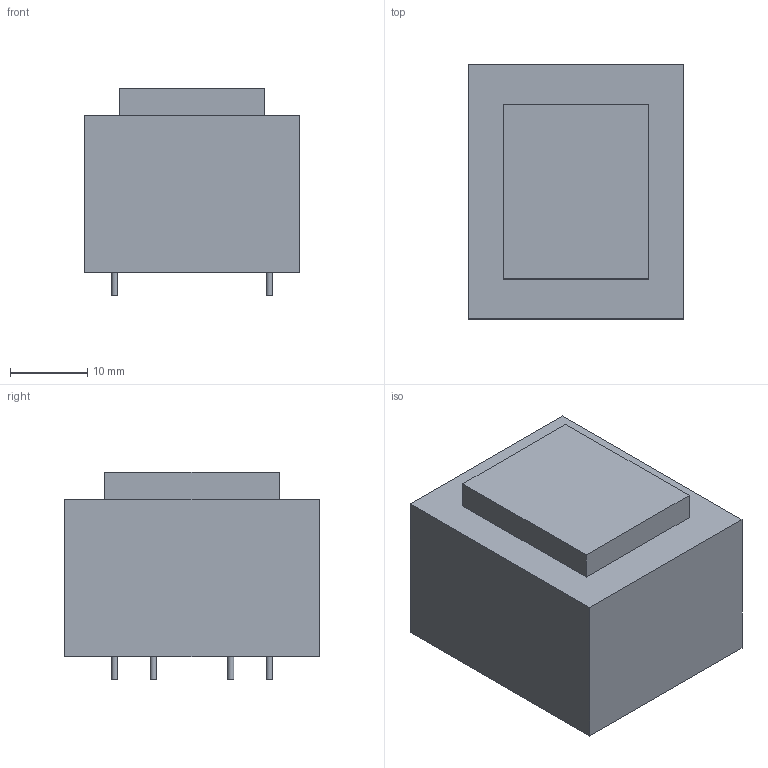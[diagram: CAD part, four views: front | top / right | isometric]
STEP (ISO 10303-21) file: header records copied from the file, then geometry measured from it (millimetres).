
FILE_DESCRIPTION(('FreeCAD Model'),'2;1');
FILE_NAME('Open CASCADE Shape Model','2021-01-16T21:39:22',('Author'),( ''),'Open CASCADE STEP processor 7.5','FreeCAD','Unknown');
FILE_SCHEMA(('AUTOMOTIVE_DESIGN { 1 0 10303 214 1 1 1 1 }'));
Length unit declared in the file: metre
Products named in the file (6): BV-EI-303-XXXX; TransformerCase; Cylinder; Cylinder001; Cylinder002; Cylinder003
Assembly tree (5 placements, depth 2):
  BV-EI-303-XXXX
    TransformerCase
    Cylinder
    Cylinder001
    Cylinder002
    Cylinder003
Bounding box: 27.8 x 32.8 x 26.8 mm (x, y, z)
Volume: 19996.9 mm3; surface area: 4607.3 mm2
Topology: 5 solids, 5 shells, 23 faces, 36 edges, 24 vertices
Faces by surface type: plane 19, cylinder 4
Full cylindrical faces by diameter (mm): 0.8 x4
Entity records: 1131 total; most frequent: DIRECTION 174, CARTESIAN_POINT 161, LINE 92, VECTOR 92, ORIENTED_EDGE 72, PCURVE 72, DEFINITIONAL_REPRESENTATION 72, AXIS2_PLACEMENT_3D 37
